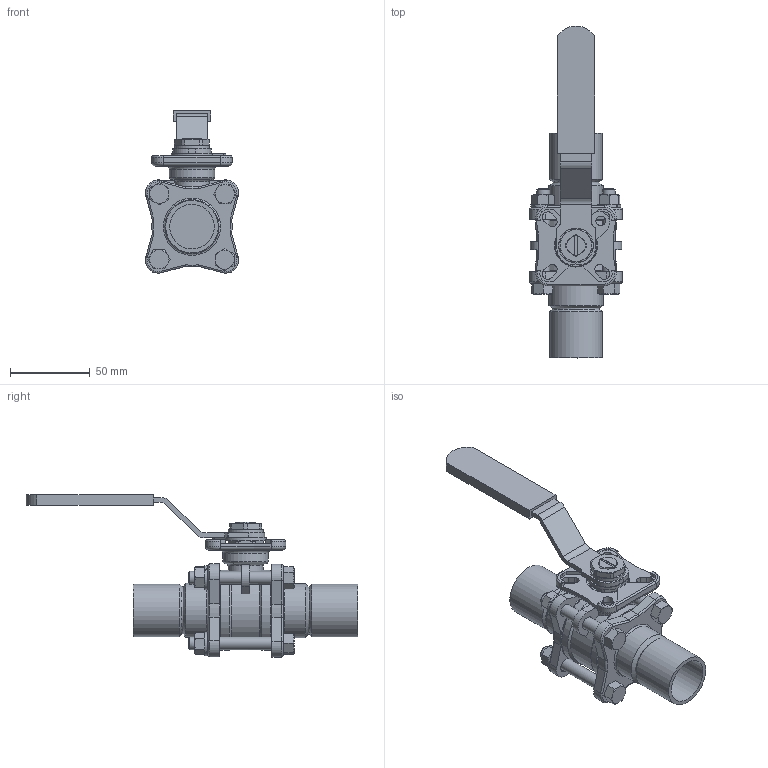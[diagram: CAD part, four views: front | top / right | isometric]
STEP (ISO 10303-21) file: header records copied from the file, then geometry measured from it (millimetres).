
FILE_DESCRIPTION(/* description */ ('Unknown'),/* implementation_level */ '2;1');
FILE_NAME(/* name */ 'F31DN28',/* time_stamp */ '2019-10-25T12:12:33+02:00',/* author */ ('Unknown'),/* organization */ ('Unknown'),/* preprocessor_version */ 'ST-DEVELOPER v16.7',/* originating_system */ 'DEX',/* authorisation */ $);
FILE_SCHEMA (('AP242_MANAGED_MODEL_BASED_3D_ENGINEERING_MIM_LF { 1 0 10303 442 1 1 4 }','AUTOMOTIVE_DESIGN {1 0 10303 214 3 1 1}'));
Length unit declared in the file: millimetre
Products named in the file (3): F31DN28; 202606; F21DN28
Assembly tree (3 placements, depth 2):
  F31DN28
    202606
    F21DN28  x2
Bounding box: 58.38 x 208.3 x 101.92 mm (x, y, z)
Volume: 148112.6 mm3; surface area: 78872.9 mm2
Topology: 5 solids, 8 shells, 618 faces, 1595 edges, 991 vertices
Faces by surface type: plane 257, cylinder 171, cone 146, torus 40, sphere 4
Full cylindrical faces by diameter (mm): 6 x1, 7.938 x8, 8.5 x1, 11.2 x1, 14 x2, 14.1 x3, 14.3 x2, 14.4 x1, 14.8 x4, 16.5 x2, 16.7 x1, 17.3 x2, 17.5 x1, 21.5 x2, 22 x1, 23.5 x1, 25 x2, 26.5 x2, 27 x1, 28 x2, 28.5 x1, 29.5 x2, 33 x2, 34 x2, 40.5 x1, 47 x2
Entity records: 21996 total; most frequent: CARTESIAN_POINT 3853, DIRECTION 3005, ORIENTED_EDGE 2870, EDGE_CURVE 1435, AXIS2_PLACEMENT_3D 1246, VERTEX_POINT 933, EDGE_LOOP 770, FACE_BOUND 770
